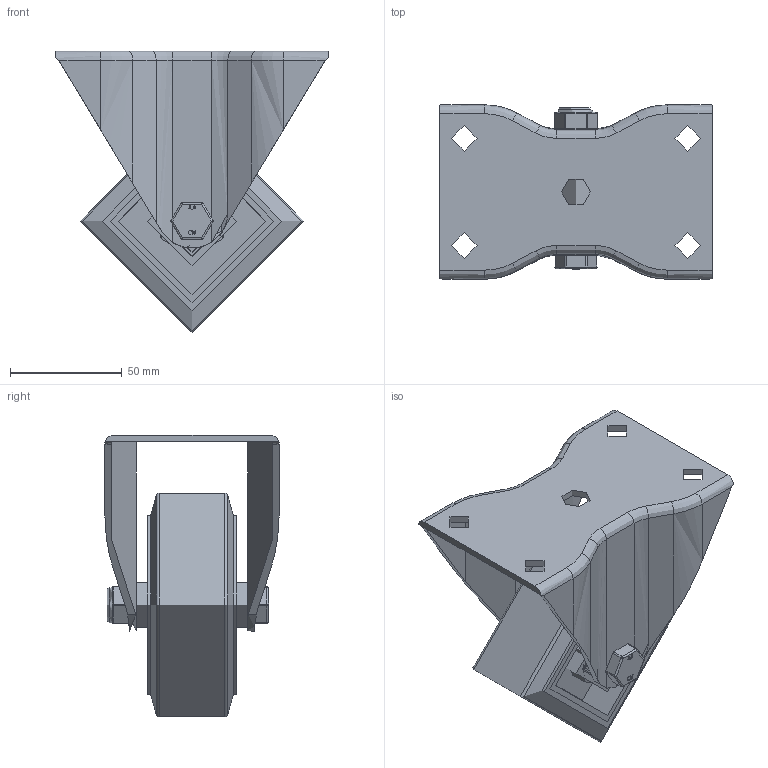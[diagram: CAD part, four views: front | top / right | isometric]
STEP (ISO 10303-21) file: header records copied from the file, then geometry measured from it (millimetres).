
FILE_DESCRIPTION(/* description */ (''),/* implementation_level */ '2;1');
FILE_NAME(/* name */ 'BZHF100ERBJLP.step',/* time_stamp */ '2024-05-02T16:51:08+01:00',/* author */ (''),/* organization */ (''),/* preprocessor_version */ 'ST-DEVELOPER v20',/* originating_system */ 'Autodesk Translation Framework v12.20.1.177',/* authorisation */ '');
FILE_SCHEMA (('AUTOMOTIVE_DESIGN { 1 0 10303 214 3 1 1 }'));
Length unit declared in the file: millimetre
Products named in the file (29): BZHF100ERBJLP; BZHF100ASLP - 50 v1; ZINC PLATED PRESSED STEEL BRACKET; BZH100WERBJM15 v1; 65 SHORE A BLACK ELASTIC RUBBER; ALUMINIUM RIM; ALUMINIUM RIM Geometry; SPACER; BEARING6002; BALL BEARINGS; STEEL; BEARING6002 (1); BALL BEARINGS (1); Component3; STEEL (1); STEEL 1; STEEL 3; STEEL 2; RUBBER; TH15X5X10 - 3 v1; ZINC PLATED HEADED SPACER; TH15X5X10 - 3 v1 (1); ZINC PLATED HEADED SPACER (1); HEXBOLTM10X65Z8.8FULL v2; GRADE 8.8 FULLY THREADED ZINC PLATED BOLT; NYLOCM10Z v1; NYLOC NUT; RUBBER (1); NUT
Assembly tree (49 placements, depth 5):
  BZHF100ERBJLP
    BZHF100ASLP - 50 v1
      ZINC PLATED PRESSED STEEL BRACKET
    BZH100WERBJM15 v1
      65 SHORE A BLACK ELASTIC RUBBER
      ALUMINIUM RIM
        ALUMINIUM RIM Geometry
        SPACER
      BEARING6002
        BALL BEARINGS
          Component3  x9
        STEEL
          STEEL 1
          STEEL 3
          STEEL 2
        RUBBER
      BEARING6002 (1)
        BALL BEARINGS (1)
          Component3  x9
        STEEL (1)
          STEEL 1
          STEEL 3
          STEEL 2
        RUBBER
    TH15X5X10 - 3 v1
      ZINC PLATED HEADED SPACER
    TH15X5X10 - 3 v1 (1)
      ZINC PLATED HEADED SPACER (1)
    HEXBOLTM10X65Z8.8FULL v2
      GRADE 8.8 FULLY THREADED ZINC PLATED BOLT
    NYLOCM10Z v1
      NYLOC NUT
        RUBBER (1)
        NUT
Bounding box: 122 x 78 x 126 mm (x, y, z)
Volume: 288655.6 mm3; surface area: 125076.5 mm2
Topology: 37 solids, 37 shells, 1075 faces, 2733 edges, 1784 vertices
Faces by surface type: plane 427, bspline 308, cylinder 241, sphere 72, torus 14, cone 13
Full cylindrical faces by diameter (mm): 8.141 x18, 9.85 x30, 10 x3, 10.5 x2, 10.8 x1, 11.5 x4, 12 x2, 14.75 x2, 15 x3, 16 x2, 18 x2, 20 x8, 21 x4, 21.6 x4, 27.4 x4, 28 x4, 28.4 x6, 32 x4, 40 x2, 73 x2, 80 x2, 100 x1
Entity records: 29506 total; most frequent: CARTESIAN_POINT 12725, ORIENTED_EDGE 3576, DIRECTION 2848, EDGE_CURVE 1788, VERTEX_POINT 1158, AXIS2_PLACEMENT_3D 1023, EDGE_LOOP 826, LINE 802
